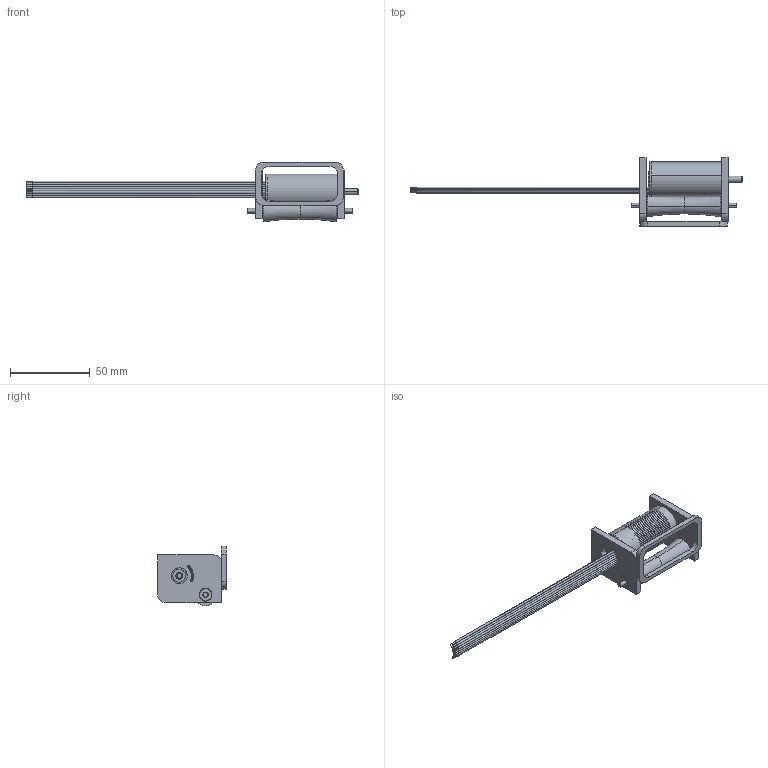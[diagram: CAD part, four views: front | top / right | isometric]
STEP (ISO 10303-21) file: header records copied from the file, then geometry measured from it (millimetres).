
FILE_DESCRIPTION (( 'STEP AP203' ), '1' );
FILE_NAME ('Dribbler Body.STEP', '2025-10-15T03:11:00', ( '' ), ( '' ), 'SwSTEP 2.0', 'SolidWorks 2023', '' );
FILE_SCHEMA (( 'CONFIG_CONTROL_DESIGN' ));
Length unit declared in the file: millimetre
Products named in the file (29): 4613108300053_ASM.stp; 4219130000415.stp; 4634140206717_AF0.stp; 4715450000171.stp; Base; ECU22048H18-S101.stp; 4331101000649.stp; 4613104500026_AF0.stp; 3x8x4 mm radial ball bearing_По умолчанию; 4219121304159.stp; 4219121305727.stp; 4713101002653.stp; 4713120010407_ASM.stp; 4394000100229.stp; 4713120010406_ASM.stp; 4613102000651_ASM.stp; 4294440200177.stp; 4219120100428.stp; 4613107700066_ASM.stp; 4332101105871.stp; 4613101100163.stp; Dribbler Body; Roller; 4394000100469.stp; 3627410000252.stp; Side; 4394000100175.stp; 4613102300028_AF0_ASM.stp; 4693220000880.stp
Assembly tree (167 placements, depth 5):
  Dribbler Body
    Base
    Side  x2
    ECU22048H18-S101.stp
      4613102300028_AF0_ASM.stp
        4613102000651_ASM.stp
          4613101100163.stp  x135
        4219130000415.stp
        4613104500026_AF0.stp
      4713120010407_ASM.stp
        4713120010406_ASM.stp
          4713101002653.stp
          4715450000171.stp  x3
        4219120100428.stp
        4634140206717_AF0.stp
      4613108300053_ASM.stp
        4613107700066_ASM.stp
          4332101105871.stp
          4394000100175.stp
          4693220000880.stp
          4394000100469.stp
        4219121304159.stp
        4331101000649.stp
      4394000100229.stp
      4331101000649.stp
      4219121305727.stp
      4294440200177.stp
      3627410000252.stp
    Roller
    3x8x4 mm radial ball bearing_По умолчанию  x2
Bounding box: 208.3 x 43 x 37.49 mm (x, y, z)
Volume: 31496.8 mm3; surface area: 83845.3 mm2
Topology: 167 solids, 174 shells, 5020 faces, 13693 edges, 9060 vertices
Faces by surface type: cylinder 3885, plane 976, cone 79, torus 52, bspline 28
Entity records: 44165 total; most frequent: CARTESIAN_POINT 8954, DIRECTION 6136, ORIENTED_EDGE 5706, EDGE_CURVE 2865, AXIS2_PLACEMENT_3D 2128, LINE 1880, VECTOR 1880, VERTEX_POINT 1864
